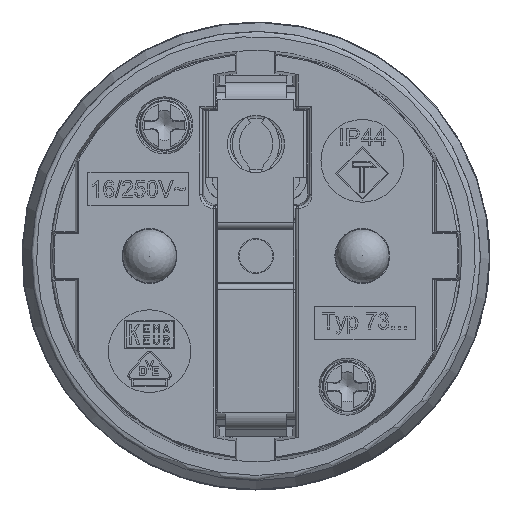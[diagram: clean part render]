
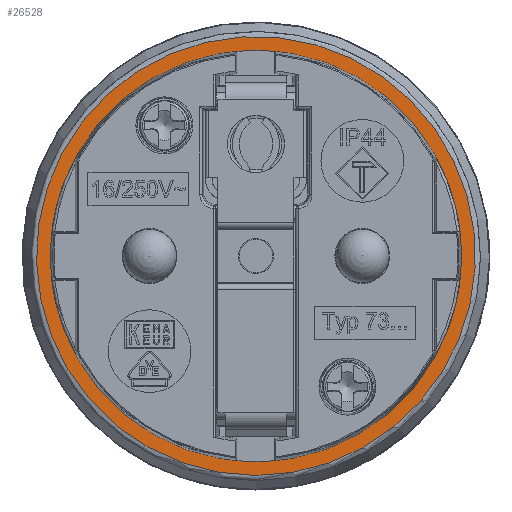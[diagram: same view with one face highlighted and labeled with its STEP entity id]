
A CAD part, front view. The second image highlights one B-rep face of the part: STEP entity #26528.
In plain terms, the highlighted planar face has unit normal (0, -1, 0).
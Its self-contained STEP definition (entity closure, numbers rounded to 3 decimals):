
#899=FACE_BOUND('',#4835,.T.);
#1122=PLANE('',#28017);
#3387=FACE_OUTER_BOUND('',#4834,.T.);
#4834=EDGE_LOOP('',(#19827,#19828));
#4835=EDGE_LOOP('',(#19829,#19830));
#6022=CIRCLE('',#27699,18.375);
#6035=CIRCLE('',#27712,18.375);
#6102=CIRCLE('',#27952,19.602);
#6103=CIRCLE('',#27953,19.602);
#11628=VERTEX_POINT('',#34976);
#11629=VERTEX_POINT('',#34977);
#12130=VERTEX_POINT('',#37749);
#12131=VERTEX_POINT('',#37751);
#14295=EDGE_CURVE('',#11628,#11629,#6022,.T.);
#14321=EDGE_CURVE('',#11629,#11628,#6035,.T.);
#15012=EDGE_CURVE('',#12130,#12131,#6102,.T.);
#15013=EDGE_CURVE('',#12131,#12130,#6103,.T.);
#19827=ORIENTED_EDGE('',*,*,#15013,.F.);
#19828=ORIENTED_EDGE('',*,*,#15012,.F.);
#19829=ORIENTED_EDGE('',*,*,#14295,.F.);
#19830=ORIENTED_EDGE('',*,*,#14321,.F.);
#26528=ADVANCED_FACE('',(#3387,#899),#1122,.F.);
#27699=AXIS2_PLACEMENT_3D('',#34978,#29519,#29520);
#27712=AXIS2_PLACEMENT_3D('',#35059,#29546,#29547);
#27952=AXIS2_PLACEMENT_3D('',#37752,#30433,#30434);
#27953=AXIS2_PLACEMENT_3D('',#37753,#30435,#30436);
#28017=AXIS2_PLACEMENT_3D('',#38305,#30603,#30604);
#29519=DIRECTION('center_axis',(0.,-1.,0.));
#29520=DIRECTION('ref_axis',(0.,0.,
1.));
#29546=DIRECTION('center_axis',(0.,-1.,0.));
#29547=DIRECTION('ref_axis',(0.,0.,
1.));
#30433=DIRECTION('center_axis',(0.,1.,0.));
#30434=DIRECTION('ref_axis',(0.,0.,
1.));
#30435=DIRECTION('center_axis',(0.,1.,0.));
#30436=DIRECTION('ref_axis',(0.,0.,
1.));
#30603=DIRECTION('center_axis',(0.,1.,0.));
#30604=DIRECTION('ref_axis',(0.,0.,
1.));
#34976=CARTESIAN_POINT('',(-17.263,-12.626,-6.294));
#34977=CARTESIAN_POINT('',(0.,-12.626,-18.375));
#34978=CARTESIAN_POINT('Origin',(0.,-12.626,
0.));
#35059=CARTESIAN_POINT('Origin',(0.,-12.626,
0.));
#37749=CARTESIAN_POINT('',(0.,-12.626,-19.602));
#37751=CARTESIAN_POINT('',(-4.439,-12.626,19.093));
#37752=CARTESIAN_POINT('Origin',(0.,-12.626,
0.));
#37753=CARTESIAN_POINT('Origin',(0.,-12.626,
0.));
#38305=CARTESIAN_POINT('Origin',(0.,-12.626,
-19.921));
